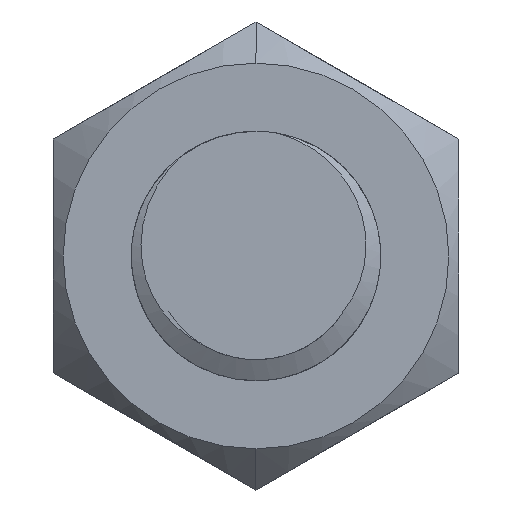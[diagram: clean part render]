
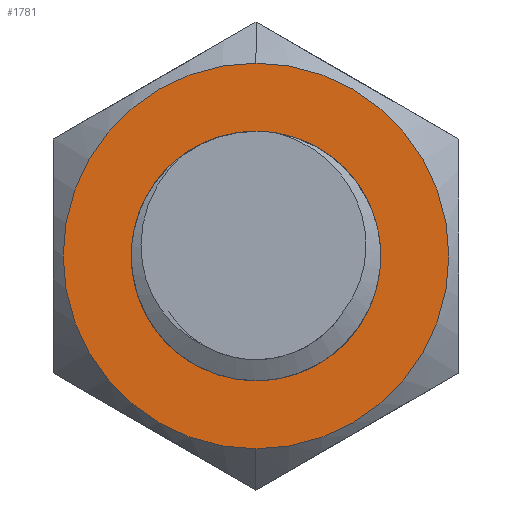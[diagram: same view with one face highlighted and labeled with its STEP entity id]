
A CAD part, left-side view. The second image highlights one B-rep face of the part: STEP entity #1781.
In plain terms, the highlighted planar face has unit normal (-1, 0, 0).
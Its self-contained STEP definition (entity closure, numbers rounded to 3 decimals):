
#102 = CARTESIAN_POINT ( 'NONE',  ( 0., -1.3, 3.79 ) ) ;
#124 = CARTESIAN_POINT ( 'NONE',  ( 0., 0., 0. ) ) ;
#154 = CARTESIAN_POINT ( 'NONE',  ( 0., -2.128, 3.395 ) ) ;
#175 = CARTESIAN_POINT ( 'NONE',  ( 0., -3.933, -0.763 ) ) ;
#355 = AXIS2_PLACEMENT_3D ( 'NONE', #974, #2372, #5600 ) ;
#545 = CIRCLE ( 'NONE', #3632, 4. ) ;
#571 = CARTESIAN_POINT ( 'NONE',  ( 0., 2.525, -3.111 ) ) ;
#595 = CARTESIAN_POINT ( 'NONE',  ( 0., -3.048, -2.601 ) ) ;
#622 = CARTESIAN_POINT ( 'NONE',  ( 0., 1.752, -3.603 ) ) ;
#631 = CARTESIAN_POINT ( 'NONE',  ( 0., 1.398, 3.755 ) ) ;
#682 = CARTESIAN_POINT ( 'NONE',  ( 0., -3.745, -1.422 ) ) ;
#687 = DIRECTION ( 'NONE',  ( 1., 0., 0. ) ) ;
#742 = AXIS2_PLACEMENT_3D ( 'NONE', #1274, #876, #845 ) ;
#761 = CARTESIAN_POINT ( 'NONE',  ( 0., 0., 0. ) ) ;
#835 = CARTESIAN_POINT ( 'NONE',  ( 0., -3.525, 1.905 ) ) ;
#845 = DIRECTION ( 'NONE',  ( 0., 0., -1. ) ) ;
#876 = DIRECTION ( 'NONE',  ( 1., 0., 0. ) ) ;
#974 = CARTESIAN_POINT ( 'NONE',  ( 0., 0., 0. ) ) ;
#1026 = CARTESIAN_POINT ( 'NONE',  ( 0., -2.188, -3.356 ) ) ;
#1035 = CARTESIAN_POINT ( 'NONE',  ( 0., 0.052, 4.006 ) ) ;
#1048 = CARTESIAN_POINT ( 'NONE',  ( 0., 0., -6.187 ) ) ;
#1063 = CARTESIAN_POINT ( 'NONE',  ( 0., -2.5, 3.131 ) ) ;
#1138 = EDGE_LOOP ( 'NONE', ( #5980, #4512 ) ) ;
#1140 = CARTESIAN_POINT ( 'NONE',  ( 0., -0.707, -3.944 ) ) ;
#1264 = CARTESIAN_POINT ( 'NONE',  ( 0., -3.001, 2.655 ) ) ;
#1274 = CARTESIAN_POINT ( 'NONE',  ( 0., 0., 0. ) ) ;
#1512 = CARTESIAN_POINT ( 'NONE',  ( 0., -0.931, -3.897 ) ) ;
#1570 = CARTESIAN_POINT ( 'NONE',  ( 0., 3.299, -2.274 ) ) ;
#1707 = CIRCLE ( 'NONE', #1904, 6.187 ) ;
#1734 = B_SPLINE_CURVE_WITH_KNOTS ( 'NONE', 3,
 ( #4827, #3889, #5735, #4709, #1570, #3441, #5221, #571, #5249, #4762, #622, #2423, #5166, #5279, #4735, #5194, #3413, #1140, #1512, #3802, #2477, #4258, #1026, #4794, #4341, #595, #4313, #2907, #4374, #682, #2878, #175, #5648, #2026, #1967, #3360, #2449, #3859, #4492, #835, #2627, #5402, #1264, #5657, #1063, #154, #5118, #2431, #102, #3394, #2404, #3757, #1035, #4240, #5231, #4771, #631, #2007, #2458, #5572, #4182, #2857, #1949, #3785 ),
 .UNSPECIFIED., .F., .F.,
 ( 4, 2, 2, 2, 2, 2, 2, 2, 2, 2, 2, 2, 2, 2, 2, 2, 2, 2, 2, 2, 2, 2, 2, 2, 2, 2, 2, 2, 2, 2, 2, 4 ),
 ( 0., 0.001, 0.001, 0.002, 0.003, 0.003, 0.004, 0.005, 0.005, 0.006, 0.007, 0.008, 0.008, 0.009, 0.01, 0.01, 0.011, 0.012, 0.012, 0.013, 0.014, 0.014, 0.015, 0.016, 0.016, 0.017, 0.018, 0.019, 0.019, 0.02, 0.021, 0.022 ),
 .UNSPECIFIED. ) ;
#1741 = DIRECTION ( 'NONE',  ( -1., 0., 0. ) ) ;
#1781 = ADVANCED_FACE ( 'NONE', ( #5503, #3628 ), #4473, .F. ) ;
#1822 = ORIENTED_EDGE ( 'NONE', *, *, #4363, .F. ) ;
#1904 = AXIS2_PLACEMENT_3D ( 'NONE', #124, #687, #4831 ) ;
#1949 = CARTESIAN_POINT ( 'NONE',  ( 0., 3.358, 2.221 ) ) ;
#1967 = CARTESIAN_POINT ( 'NONE',  ( 0., -4.004, 0.15 ) ) ;
#2007 = CARTESIAN_POINT ( 'NONE',  ( 0., 1.816, 3.571 ) ) ;
#2019 = VERTEX_POINT ( 'NONE', #3471 ) ;
#2026 = CARTESIAN_POINT ( 'NONE',  ( 0., -4.006, -0.078 ) ) ;
#2372 = DIRECTION ( 'NONE',  ( 1., 0., 0. ) ) ;
#2404 = CARTESIAN_POINT ( 'NONE',  ( 0., -0.637, 3.956 ) ) ;
#2423 = CARTESIAN_POINT ( 'NONE',  ( 0., 1.33, -3.779 ) ) ;
#2431 = CARTESIAN_POINT ( 'NONE',  ( 0., -1.517, 3.708 ) ) ;
#2449 = CARTESIAN_POINT ( 'NONE',  ( 0., -3.919, 0.835 ) ) ;
#2458 = CARTESIAN_POINT ( 'NONE',  ( 0., 2.016, 3.462 ) ) ;
#2477 = CARTESIAN_POINT ( 'NONE',  ( 0., -1.585, -3.68 ) ) ;
#2612 = DIRECTION ( 'NONE',  ( 0., 0., 1. ) ) ;
#2627 = CARTESIAN_POINT ( 'NONE',  ( 0., -3.408, 2.106 ) ) ;
#2678 = CIRCLE ( 'NONE', #355, 6.187 ) ;
#2857 = CARTESIAN_POINT ( 'NONE',  ( 0., 3.078, 2.595 ) ) ;
#2878 = CARTESIAN_POINT ( 'NONE',  ( 0., -3.82, -1.207 ) ) ;
#2907 = CARTESIAN_POINT ( 'NONE',  ( 0., -3.447, -2.043 ) ) ;
#2977 = CARTESIAN_POINT ( 'NONE',  ( 0., 0., 6.187 ) ) ;
#3360 = CARTESIAN_POINT ( 'NONE',  ( 0., -3.96, 0.606 ) ) ;
#3394 = CARTESIAN_POINT ( 'NONE',  ( 0., -0.861, 3.913 ) ) ;
#3413 = CARTESIAN_POINT ( 'NONE',  ( 0., -0.253, -3.999 ) ) ;
#3438 = EDGE_CURVE ( 'NONE', #5766, #4581, #1707, .T. ) ;
#3441 = CARTESIAN_POINT ( 'NONE',  ( 0., 3.018, -2.636 ) ) ;
#3471 = CARTESIAN_POINT ( 'NONE',  ( 0., 3.803, -1.24 ) ) ;
#3628 = FACE_OUTER_BOUND ( 'NONE', #1138, .T. ) ;
#3632 = AXIS2_PLACEMENT_3D ( 'NONE', #761, #1741, #2612 ) ;
#3757 = CARTESIAN_POINT ( 'NONE',  ( 0., -0.179, 4.003 ) ) ;
#3766 = VERTEX_POINT ( 'NONE', #4890 ) ;
#3785 = CARTESIAN_POINT ( 'NONE',  ( 0., 3.568, 1.809 ) ) ;
#3802 = CARTESIAN_POINT ( 'NONE',  ( 0., -1.369, -3.765 ) ) ;
#3859 = CARTESIAN_POINT ( 'NONE',  ( 0., -3.798, 1.275 ) ) ;
#3889 = CARTESIAN_POINT ( 'NONE',  ( 0., 3.73, -1.463 ) ) ;
#4182 = CARTESIAN_POINT ( 'NONE',  ( 0., 2.581, 3.064 ) ) ;
#4240 = CARTESIAN_POINT ( 'NONE',  ( 0., 0.507, 3.974 ) ) ;
#4258 = CARTESIAN_POINT ( 'NONE',  ( 0., -1.994, -3.475 ) ) ;
#4313 = CARTESIAN_POINT ( 'NONE',  ( 0., -3.191, -2.423 ) ) ;
#4341 = CARTESIAN_POINT ( 'NONE',  ( 0., -2.732, -2.931 ) ) ;
#4363 = EDGE_CURVE ( 'NONE', #3766, #2019, #545, .T. ) ;
#4374 = CARTESIAN_POINT ( 'NONE',  ( 0., -3.559, -1.84 ) ) ;
#4473 = PLANE ( 'NONE',  #742 ) ;
#4492 = CARTESIAN_POINT ( 'NONE',  ( 0., -3.72, 1.489 ) ) ;
#4512 = ORIENTED_EDGE ( 'NONE', *, *, #3438, .F. ) ;
#4581 = VERTEX_POINT ( 'NONE', #1048 ) ;
#4709 = CARTESIAN_POINT ( 'NONE',  ( 0., 3.425, -2.079 ) ) ;
#4735 = CARTESIAN_POINT ( 'NONE',  ( 0., 0.436, -3.983 ) ) ;
#4762 = CARTESIAN_POINT ( 'NONE',  ( 0., 1.954, -3.498 ) ) ;
#4771 = CARTESIAN_POINT ( 'NONE',  ( 0., 1.18, 3.829 ) ) ;
#4794 = CARTESIAN_POINT ( 'NONE',  ( 0., -2.557, -3.084 ) ) ;
#4827 = CARTESIAN_POINT ( 'NONE',  ( 0., 3.803, -1.24 ) ) ;
#4831 = DIRECTION ( 'NONE',  ( 0., 0., -1. ) ) ;
#4890 = CARTESIAN_POINT ( 'NONE',  ( 0., 3.568, 1.809 ) ) ;
#4912 = EDGE_CURVE ( 'NONE', #2019, #3766, #1734, .T. ) ;
#5118 = CARTESIAN_POINT ( 'NONE',  ( 0., -1.932, 3.51 ) ) ;
#5166 = CARTESIAN_POINT ( 'NONE',  ( 0., 1.108, -3.85 ) ) ;
#5193 = EDGE_LOOP ( 'NONE', ( #1822, #5367 ) ) ;
#5194 = CARTESIAN_POINT ( 'NONE',  ( 0., -0.021, -4.006 ) ) ;
#5221 = CARTESIAN_POINT ( 'NONE',  ( 0., 2.863, -2.803 ) ) ;
#5231 = CARTESIAN_POINT ( 'NONE',  ( 0., 0.733, 3.939 ) ) ;
#5249 = CARTESIAN_POINT ( 'NONE',  ( 0., 2.34, -3.252 ) ) ;
#5279 = CARTESIAN_POINT ( 'NONE',  ( 0., 0.662, -3.951 ) ) ;
#5367 = ORIENTED_EDGE ( 'NONE', *, *, #4912, .F. ) ;
#5402 = CARTESIAN_POINT ( 'NONE',  ( 0., -3.147, 2.48 ) ) ;
#5503 = FACE_BOUND ( 'NONE', #5193, .T. ) ;
#5572 = CARTESIAN_POINT ( 'NONE',  ( 0., 2.401, 3.208 ) ) ;
#5600 = DIRECTION ( 'NONE',  ( 0., 0., -1. ) ) ;
#5648 = CARTESIAN_POINT ( 'NONE',  ( 0., -3.971, -0.533 ) ) ;
#5657 = CARTESIAN_POINT ( 'NONE',  ( 0., -2.677, 2.981 ) ) ;
#5735 = CARTESIAN_POINT ( 'NONE',  ( 0., 3.64, -1.674 ) ) ;
#5766 = VERTEX_POINT ( 'NONE', #2977 ) ;
#5888 = EDGE_CURVE ( 'NONE', #4581, #5766, #2678, .T. ) ;
#5980 = ORIENTED_EDGE ( 'NONE', *, *, #5888, .F. ) ;
